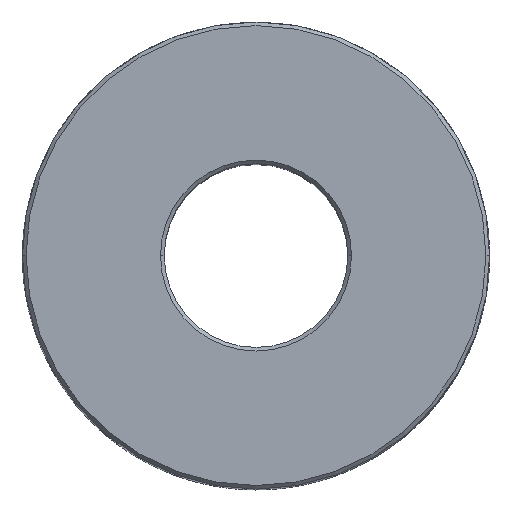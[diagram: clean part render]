
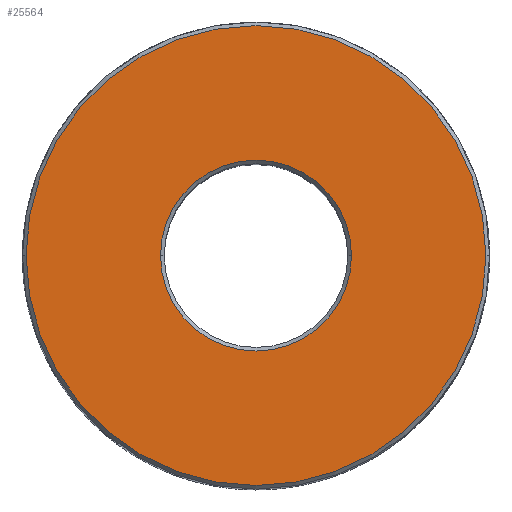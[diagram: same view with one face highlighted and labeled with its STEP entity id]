
A CAD part, top view. The second image highlights one B-rep face of the part: STEP entity #25564.
In plain terms, the highlighted planar face has unit normal (0, 0, 1).
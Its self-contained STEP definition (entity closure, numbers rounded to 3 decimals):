
#2832 = DIRECTION ( 'NONE',  ( 0., 0., -1. ) ) ;
#3663 = EDGE_LOOP ( 'NONE', ( #8959, #34360 ) ) ;
#4754 = AXIS2_PLACEMENT_3D ( 'NONE', #44787, #25674, #14685 ) ;
#8959 = ORIENTED_EDGE ( 'NONE', *, *, #39838, .T. ) ;
#9028 = DIRECTION ( 'NONE',  ( 0., 0., -1. ) ) ;
#10989 = CARTESIAN_POINT ( 'NONE',  ( -2.62, 0., 8.2 ) ) ;
#11980 = VERTEX_POINT ( 'NONE', #46435 ) ;
#13632 = ORIENTED_EDGE ( 'NONE', *, *, #48672, .T. ) ;
#14237 = EDGE_CURVE ( 'NONE', #34623, #11980, #35171, .T. ) ;
#14391 = AXIS2_PLACEMENT_3D ( 'NONE', #16797, #9028, #21126 ) ;
#14685 = DIRECTION ( 'NONE',  ( 1., 0., 0. ) ) ;
#16048 = CARTESIAN_POINT ( 'NONE',  ( 0., 0., 8.2 ) ) ;
#16797 = CARTESIAN_POINT ( 'NONE',  ( 0., 0., 8.2 ) ) ;
#17934 = DIRECTION ( 'NONE',  ( 1., 0., 0. ) ) ;
#18191 = DIRECTION ( 'NONE',  ( 1., 0., 0. ) ) ;
#19091 = CIRCLE ( 'NONE', #44321, 6.31 ) ;
#19860 = DIRECTION ( 'NONE',  ( 0., 0., 1. ) ) ;
#21126 = DIRECTION ( 'NONE',  ( 1., 0., 0. ) ) ;
#22256 = AXIS2_PLACEMENT_3D ( 'NONE', #26584, #2832, #17934 ) ;
#23223 = DIRECTION ( 'NONE',  ( 1., 0., 0. ) ) ;
#25364 = PLANE ( 'NONE',  #31554 ) ;
#25564 = ADVANCED_FACE ( 'NONE', ( #32502, #26569 ), #25364, .T. ) ;
#25674 = DIRECTION ( 'NONE',  ( 0., 0., 1. ) ) ;
#26569 = FACE_OUTER_BOUND ( 'NONE', #3663, .T. ) ;
#26584 = CARTESIAN_POINT ( 'NONE',  ( 0., 0., 8.2 ) ) ;
#30117 = EDGE_CURVE ( 'NONE', #37932, #48256, #45823, .T. ) ;
#30699 = EDGE_LOOP ( 'NONE', ( #44680, #13632 ) ) ;
#31554 = AXIS2_PLACEMENT_3D ( 'NONE', #40197, #40505, #18191 ) ;
#31627 = CARTESIAN_POINT ( 'NONE',  ( 2.62, 0., 8.2 ) ) ;
#32502 = FACE_BOUND ( 'NONE', #30699, .T. ) ;
#34360 = ORIENTED_EDGE ( 'NONE', *, *, #14237, .T. ) ;
#34623 = VERTEX_POINT ( 'NONE', #48828 ) ;
#35171 = CIRCLE ( 'NONE', #4754, 6.31 ) ;
#35437 = CIRCLE ( 'NONE', #14391, 2.62 ) ;
#37932 = VERTEX_POINT ( 'NONE', #31627 ) ;
#39838 = EDGE_CURVE ( 'NONE', #11980, #34623, #19091, .T. ) ;
#40197 = CARTESIAN_POINT ( 'NONE',  ( -2.52, 0., 8.2 ) ) ;
#40505 = DIRECTION ( 'NONE',  ( 0., 0., 1. ) ) ;
#44321 = AXIS2_PLACEMENT_3D ( 'NONE', #16048, #19860, #23223 ) ;
#44680 = ORIENTED_EDGE ( 'NONE', *, *, #30117, .T. ) ;
#44787 = CARTESIAN_POINT ( 'NONE',  ( 0., 0., 8.2 ) ) ;
#45823 = CIRCLE ( 'NONE', #22256, 2.62 ) ;
#46435 = CARTESIAN_POINT ( 'NONE',  ( -6.31, 0., 8.2 ) ) ;
#48256 = VERTEX_POINT ( 'NONE', #10989 ) ;
#48672 = EDGE_CURVE ( 'NONE', #48256, #37932, #35437, .T. ) ;
#48828 = CARTESIAN_POINT ( 'NONE',  ( 6.31, 0., 8.2 ) ) ;
